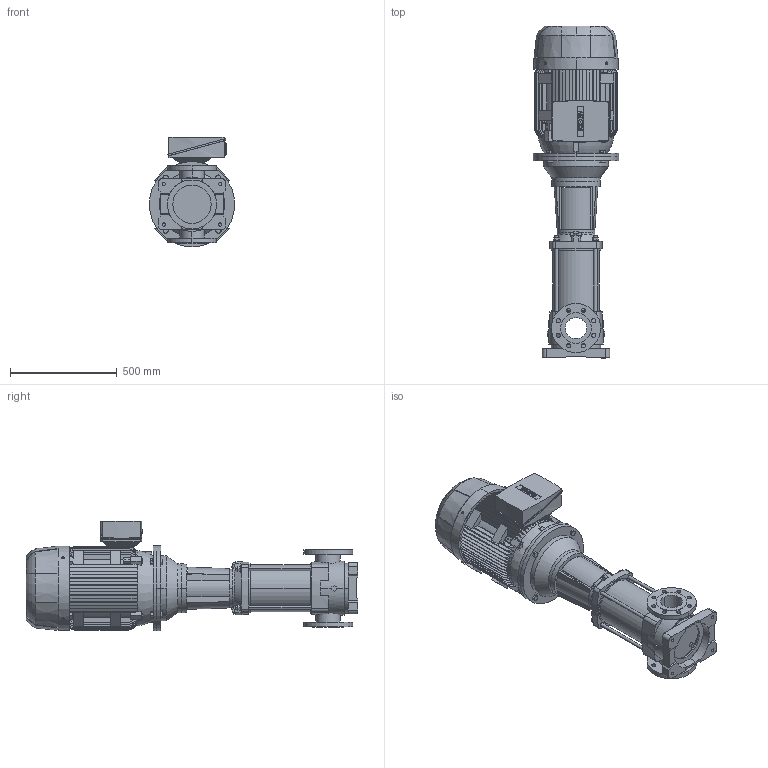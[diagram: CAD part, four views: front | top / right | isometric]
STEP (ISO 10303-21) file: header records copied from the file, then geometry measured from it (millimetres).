
FILE_DESCRIPTION (( 'STEP AP203' ), '1' );
FILE_NAME ('4.93.632.26swa00.step', '2023-04-28T09:47:19', ( '' ), ( '' ), 'SwSTEP 2.0', 'SolidWorks 2020', '' );
FILE_SCHEMA (( 'CONFIG_CONTROL_DESIGN' ));
Length unit declared in the file: millimetre
Products named in the file (5): 4.93.632.26swa00; Copia di 4_93_631_06_REV00^4.93.632.26swa00; 10000018swn00_M16x50 8.8 ZINCATA; Copia di 10008169swn00^4.93.632.26swa00; 10000007swn00_M16 6S ZINCATO
Assembly tree (10 placements, depth 2):
  4.93.632.26swa00
    Copia di 4_93_631_06_REV00^4.93.632.26swa00
    10000018swn00_M16x50 8.8 ZINCATA  x4
    10000007swn00_M16 6S ZINCATO  x4
    Copia di 10008169swn00^4.93.632.26swa00
Bounding box: 400 x 1557 x 515 mm (x, y, z)
Volume: 68550493.4 mm3; surface area: 4397746.4 mm2
Topology: 9 solids, 33 shells, 1931 faces, 5094 edges, 3310 vertices
Faces by surface type: plane 1089, cylinder 555, torus 138, cone 127, bspline 22
Full cylindrical faces by diameter (mm): 18.631 x1, 120 x1
Entity records: 65411 total; most frequent: CARTESIAN_POINT 21501, ORIENTED_EDGE 9549, DIRECTION 8301, EDGE_CURVE 4777, VERTEX_POINT 3132, AXIS2_PLACEMENT_3D 2888, VECTOR 2525, LINE 2525
